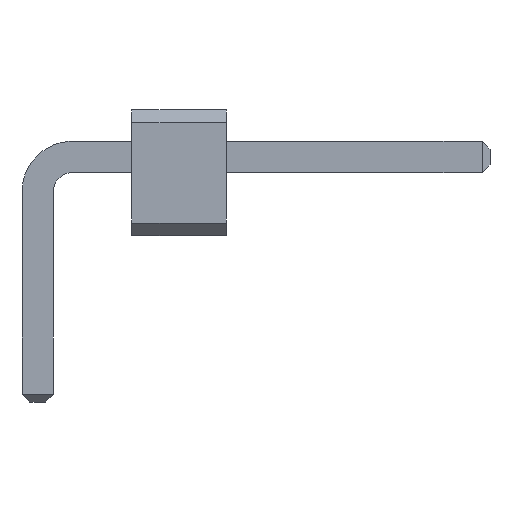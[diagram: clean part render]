
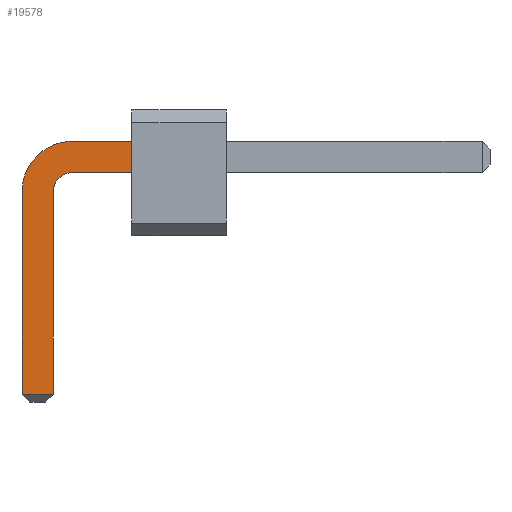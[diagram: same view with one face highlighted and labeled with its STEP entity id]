
A CAD part, front view. The second image highlights one B-rep face of the part: STEP entity #19578.
In plain terms, the highlighted planar face has unit normal (0, -1, 0).
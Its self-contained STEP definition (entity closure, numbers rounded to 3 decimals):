
#6278 = VERTEX_POINT('',#6279);
#6279 = CARTESIAN_POINT('',(1.5,-76.25,1.25));
#6287 = EDGE_CURVE('',#6278,#6288,#6290,.T.);
#6288 = VERTEX_POINT('',#6289);
#6289 = CARTESIAN_POINT('',(1.5,-76.25,0.75));
#6290 = LINE('',#6291,#6292);
#6291 = CARTESIAN_POINT('',(1.5,-76.25,0.499));
#6292 = VECTOR('',#6293,1.);
#6293 = DIRECTION('',(0.,0.,-1.));
#19478 = VERTEX_POINT('',#19479);
#19479 = CARTESIAN_POINT('',(0.5,-76.25,1.25));
#19485 = EDGE_CURVE('',#19478,#6278,#19486,.T.);
#19486 = LINE('',#19487,#19488);
#19487 = CARTESIAN_POINT('',(0.5,-76.25,1.25));
#19488 = VECTOR('',#19489,1.);
#19489 = DIRECTION('',(1.,0.,0.));
#19560 = EDGE_CURVE('',#6288,#19561,#19563,.T.);
#19561 = VERTEX_POINT('',#19562);
#19562 = CARTESIAN_POINT('',(0.5,-76.25,0.75));
#19563 = LINE('',#19564,#19565);
#19564 = CARTESIAN_POINT('',(7.2,-76.25,0.75));
#19565 = VECTOR('',#19566,1.);
#19566 = DIRECTION('',(-1.,0.,0.));
#19578 = ADVANCED_FACE('',(#19579),#19624,.F.);
#19579 = FACE_BOUND('',#19580,.F.);
#19580 = EDGE_LOOP('',(#19581,#19582,#19583,#19592,#19600,#19608,#19616,
#19623));
#19581 = ORIENTED_EDGE('',*,*,#6287,.T.);
#19582 = ORIENTED_EDGE('',*,*,#19560,.T.);
#19583 = ORIENTED_EDGE('',*,*,#19584,.T.);
#19584 = EDGE_CURVE('',#19561,#19585,#19587,.T.);
#19585 = VERTEX_POINT('',#19586);
#19586 = CARTESIAN_POINT('',(0.25,-76.25,0.5));
#19587 = CIRCLE('',#19588,0.324);
#19588 = AXIS2_PLACEMENT_3D('',#19589,#19590,#19591);
#19589 = CARTESIAN_POINT('',(0.567,-76.25,0.433));
#19590 = DIRECTION('',(0.,-1.,0.));
#19591 = DIRECTION('',(-0.207,0.,0.978
));
#19592 = ORIENTED_EDGE('',*,*,#19593,.T.);
#19593 = EDGE_CURVE('',#19585,#19594,#19596,.T.);
#19594 = VERTEX_POINT('',#19595);
#19595 = CARTESIAN_POINT('',(0.25,-76.25,-2.775));
#19596 = LINE('',#19597,#19598);
#19597 = CARTESIAN_POINT('',(0.25,-76.25,0.5));
#19598 = VECTOR('',#19599,1.);
#19599 = DIRECTION('',(0.,0.,-1.));
#19600 = ORIENTED_EDGE('',*,*,#19601,.T.);
#19601 = EDGE_CURVE('',#19594,#19602,#19604,.T.);
#19602 = VERTEX_POINT('',#19603);
#19603 = CARTESIAN_POINT('',(-0.25,-76.25,-2.775));
#19604 = LINE('',#19605,#19606);
#19605 = CARTESIAN_POINT('',(0.25,-76.25,-2.775));
#19606 = VECTOR('',#19607,1.);
#19607 = DIRECTION('',(-1.,0.,0.));
#19608 = ORIENTED_EDGE('',*,*,#19609,.T.);
#19609 = EDGE_CURVE('',#19602,#19610,#19612,.T.);
#19610 = VERTEX_POINT('',#19611);
#19611 = CARTESIAN_POINT('',(-0.25,-76.25,0.5));
#19612 = LINE('',#19613,#19614);
#19613 = CARTESIAN_POINT('',(-0.25,-76.25,-2.9));
#19614 = VECTOR('',#19615,1.);
#19615 = DIRECTION('',(0.,0.,1.));
#19616 = ORIENTED_EDGE('',*,*,#19617,.T.);
#19617 = EDGE_CURVE('',#19610,#19478,#19618,.T.);
#19618 = CIRCLE('',#19619,0.808);
#19619 = AXIS2_PLACEMENT_3D('',#19620,#19621,#19622);
#19620 = CARTESIAN_POINT('',(0.556,-76.25,0.444));
#19621 = DIRECTION('',(0.,1.,0.));
#19622 = DIRECTION('',(-0.998,0.,
0.069));
#19623 = ORIENTED_EDGE('',*,*,#19485,.T.);
#19624 = PLANE('',#19625);
#19625 = AXIS2_PLACEMENT_3D('',#19626,#19627,#19628);
#19626 = CARTESIAN_POINT('',(2.437,-76.25,0.248));
#19627 = DIRECTION('',(0.,1.,-0.));
#19628 = DIRECTION('',(0.,0.,-1.));
